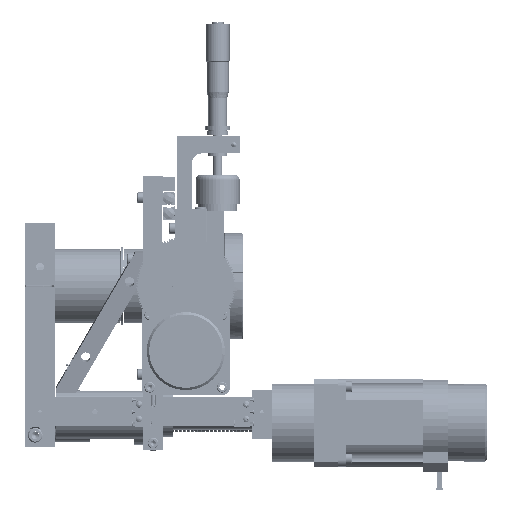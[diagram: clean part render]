
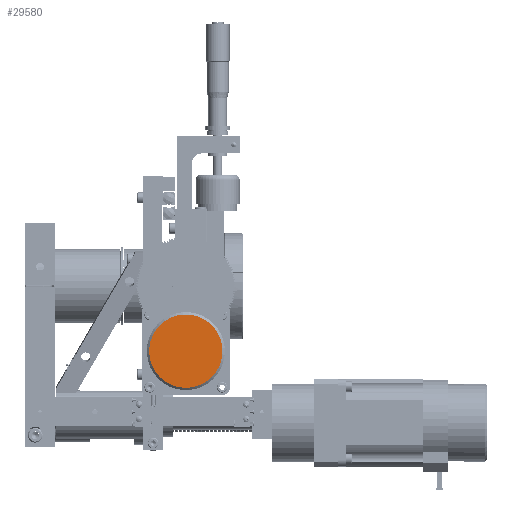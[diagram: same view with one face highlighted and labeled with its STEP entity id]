
A CAD part, left-side view. The second image highlights one B-rep face of the part: STEP entity #29580.
In plain terms, the highlighted planar face has unit normal (-1, 0, 0).
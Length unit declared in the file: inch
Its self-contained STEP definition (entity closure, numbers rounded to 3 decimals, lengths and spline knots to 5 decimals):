
#29580 = ADVANCED_FACE ( 'NONE', ( #89769 ), #70501, .T. ) ;
#53805 = EDGE_LOOP ( 'NONE', ( #74189, #87071 ) ) ;
#60764 = CARTESIAN_POINT ( 'NONE',  ( -8.7735, -4.53043, -0.81552 ) ) ;
#60766 = CARTESIAN_POINT ( 'NONE',  ( -8.7735, -3.72973, -2.51648 ) ) ;
#70483 = CARTESIAN_POINT ( 'NONE',  ( -8.7735, -4.13008, -1.666 ) ) ;
#70501 = PLANE ( 'NONE',  #151736 ) ;
#70526 = DIRECTION ( 'NONE',  ( -1., 0., 0. ) ) ;
#70528 = DIRECTION ( 'NONE',  ( 0., -0.426, 0.905 ) ) ;
#74189 = ORIENTED_EDGE ( 'NONE', *, *, #118167, .T. ) ;
#82870 = CIRCLE ( 'NONE', #83837, 0.94 ) ;
#82888 = CIRCLE ( 'NONE', #83841, 0.94 ) ;
#83837 = AXIS2_PLACEMENT_3D ( 'NONE', #95470, #95473, #95474 ) ;
#83841 = AXIS2_PLACEMENT_3D ( 'NONE', #95494, #95544, #95546 ) ;
#87071 = ORIENTED_EDGE ( 'NONE', *, *, #118148, .T. ) ;
#89769 = FACE_OUTER_BOUND ( 'NONE', #53805, .T. ) ;
#95470 = CARTESIAN_POINT ( 'NONE',  ( -8.7735, -4.13008, -1.666 ) ) ;
#95473 = DIRECTION ( 'NONE',  ( -1., 0., 0. ) ) ;
#95474 = DIRECTION ( 'NONE',  ( 0., -0.426, 0.905 ) ) ;
#95494 = CARTESIAN_POINT ( 'NONE',  ( -8.7735, -4.13008, -1.666 ) ) ;
#95544 = DIRECTION ( 'NONE',  ( -1., 0., 0. ) ) ;
#95546 = DIRECTION ( 'NONE',  ( 0., -0.426, 0.905 ) ) ;
#118148 = EDGE_CURVE ( 'NONE', #142422, #142423, #82870, .T. ) ;
#118167 = EDGE_CURVE ( 'NONE', #142423, #142422, #82888, .T. ) ;
#142422 = VERTEX_POINT ( 'NONE', #60764 ) ;
#142423 = VERTEX_POINT ( 'NONE', #60766 ) ;
#151736 = AXIS2_PLACEMENT_3D ( 'NONE', #70483, #70526, #70528 ) ;
